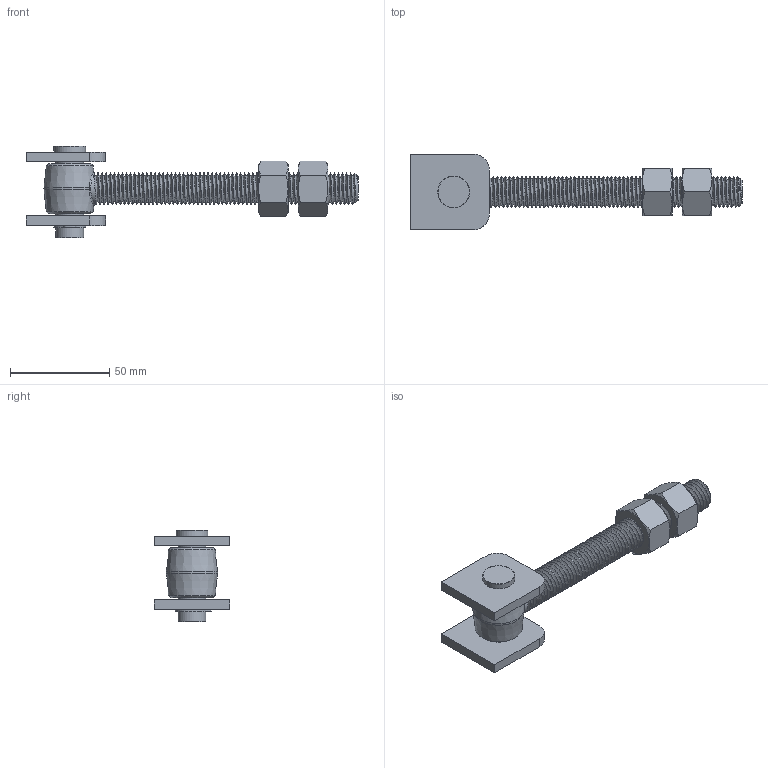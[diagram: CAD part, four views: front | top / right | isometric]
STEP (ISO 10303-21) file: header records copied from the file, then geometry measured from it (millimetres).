
FILE_DESCRIPTION(/* description */ (''),/* implementation_level */ '2;1');
FILE_NAME(/* name */ '25163SOL.stp',/* time_stamp */ '2019-08-05T14:32:38+02:00',/* author */ ('Marc'),/* organization */ (''),/* preprocessor_version */ 'ST-DEVELOPER v17.2',/* originating_system */ 'Autodesk Inventor 2019',/* authorisation */ '');
FILE_SCHEMA (('AUTOMOTIVE_DESIGN { 1 0 10303 214 3 1 1 }'));
Length unit declared in the file: millimetre
Products named in the file (6): 25163SOL; 25163-3; 25163-7; 25163-4; 25163SO-2; 06036
Assembly tree (7 placements, depth 2):
  25163SOL
    25163-3
    25163SO-2  x2
    25163-7
    25163-4
    06036  x2
Bounding box: 167 x 38 x 46 mm (x, y, z)
Volume: 60611 mm3; surface area: 30242.3 mm2
Topology: 7 solids, 7 shells, 176 faces, 437 edges, 278 vertices
Faces by surface type: cylinder 90, plane 41, cone 33, bspline 7, torus 5
Full cylindrical faces by diameter (mm): 1.5 x2, 12 x1, 13.835 x2, 14 x2, 14.1 x3, 16 x64
Entity records: 13860 total; most frequent: CARTESIAN_POINT 10436, ORIENTED_EDGE 732, DIRECTION 566, EDGE_CURVE 366, VERTEX_POINT 235, AXIS2_PLACEMENT_3D 224, EDGE_LOOP 157, B_SPLINE_CURVE_WITH_KNOTS 151
